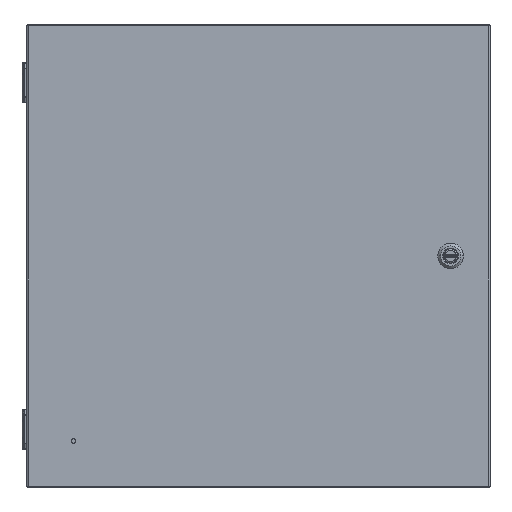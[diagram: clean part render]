
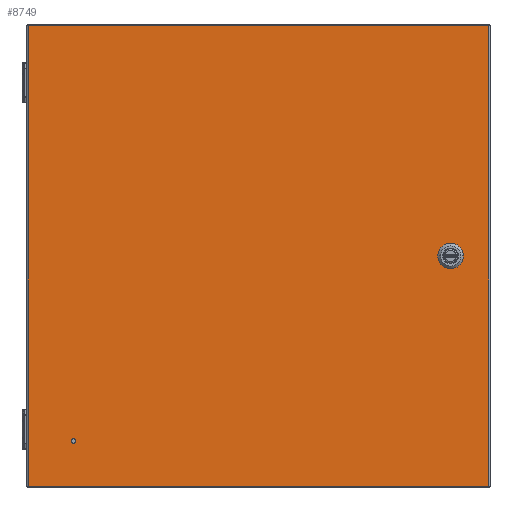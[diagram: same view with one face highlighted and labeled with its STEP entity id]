
A CAD part, top view. The second image highlights one B-rep face of the part: STEP entity #8749.
In plain terms, the highlighted planar face has unit normal (0, 0, 1).
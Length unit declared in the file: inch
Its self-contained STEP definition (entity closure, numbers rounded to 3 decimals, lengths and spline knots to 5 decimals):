
#203 = DIRECTION ( 'NONE',  ( -1., 0., 0. ) ) ;
#733 = DIRECTION ( 'NONE',  ( 0., 0., 1. ) ) ;
#1536 = DIRECTION ( 'NONE',  ( 0., 0., 1. ) ) ;
#1740 = ORIENTED_EDGE ( 'NONE', *, *, #3882, .T. ) ;
#1860 = VECTOR ( 'NONE', #3051, 39.37008 ) ;
#1889 = CIRCLE ( 'NONE', #4368, 0.443 ) ;
#2059 = CARTESIAN_POINT ( 'NONE',  ( 10.145, -10.1275, 10.119 ) ) ;
#2238 = CARTESIAN_POINT ( 'NONE',  ( -8.21875, -8.1395, 10.119 ) ) ;
#2242 = LINE ( 'NONE', #25871, #21123 ) ;
#2918 = DIRECTION ( 'NONE',  ( -1., 0., 0. ) ) ;
#3051 = DIRECTION ( 'NONE',  ( 0., -1., 0. ) ) ;
#3191 = LINE ( 'NONE', #24486, #1860 ) ;
#3230 = CARTESIAN_POINT ( 'NONE',  ( -10.1102, -10.1875, 10.119 ) ) ;
#3478 = AXIS2_PLACEMENT_3D ( 'NONE', #23241, #23703, #7115 ) ;
#3703 = CARTESIAN_POINT ( 'NONE',  ( -4.9827, 5.0001, 10.119 ) ) ;
#3882 = EDGE_CURVE ( 'NONE', #20646, #18048, #19831, .T. ) ;
#3925 = CARTESIAN_POINT ( 'NONE',  ( -10.1102, -10.1275, 10.119 ) ) ;
#3949 = LINE ( 'NONE', #27751, #23345 ) ;
#4368 = AXIS2_PLACEMENT_3D ( 'NONE', #17160, #26709, #2918 ) ;
#4422 = DIRECTION ( 'NONE',  ( 1., 0., 0. ) ) ;
#4429 = VERTEX_POINT ( 'NONE', #24820 ) ;
#4448 = EDGE_CURVE ( 'NONE', #20823, #30187, #27189, .T. ) ;
#5013 = VECTOR ( 'NONE', #4422, 39.37008 ) ;
#5310 = VERTEX_POINT ( 'NONE', #9499 ) ;
#5807 = CARTESIAN_POINT ( 'NONE',  ( 8.076, 0.19868, 10.119 ) ) ;
#5904 = CARTESIAN_POINT ( 'NONE',  ( -10.1702, 10.1277, 10.119 ) ) ;
#6206 = FACE_BOUND ( 'NONE', #12471, .T. ) ;
#6431 = AXIS2_PLACEMENT_3D ( 'NONE', #16431, #14370, #21747 ) ;
#7098 = EDGE_LOOP ( 'NONE', ( #28613 ) ) ;
#7115 = DIRECTION ( 'NONE',  ( -1., 0., 0. ) ) ;
#7123 = VERTEX_POINT ( 'NONE', #26307 ) ;
#7220 = VERTEX_POINT ( 'NONE', #2059 ) ;
#7342 = ORIENTED_EDGE ( 'NONE', *, *, #26784, .F. ) ;
#7431 = EDGE_CURVE ( 'NONE', #28213, #28213, #26457, .T. ) ;
#7476 = CARTESIAN_POINT ( 'NONE',  ( 8.472, 0.0001, 10.119 ) ) ;
#7682 = ORIENTED_EDGE ( 'NONE', *, *, #8032, .T. ) ;
#8032 = EDGE_CURVE ( 'NONE', #7220, #5310, #11983, .T. ) ;
#8080 = EDGE_CURVE ( 'NONE', #7123, #28260, #1889, .T. ) ;
#8560 = ORIENTED_EDGE ( 'NONE', *, *, #25210, .F. ) ;
#8749 = ADVANCED_FACE ( 'NONE', ( #6206, #30325, #30489 ), #11049, .T. ) ;
#8812 = ORIENTED_EDGE ( 'NONE', *, *, #8080, .F. ) ;
#9097 = ORIENTED_EDGE ( 'NONE', *, *, #21376, .F. ) ;
#9499 = CARTESIAN_POINT ( 'NONE',  ( 10.145, 10.1277, 10.119 ) ) ;
#10023 = ORIENTED_EDGE ( 'NONE', *, *, #4448, .F. ) ;
#11049 = PLANE ( 'NONE',  #21433 ) ;
#11776 = CARTESIAN_POINT ( 'NONE',  ( 10.205, -10.1275, 10.119 ) ) ;
#11880 = VERTEX_POINT ( 'NONE', #30048 ) ;
#11983 = LINE ( 'NONE', #21242, #26901 ) ;
#12164 = VERTEX_POINT ( 'NONE', #14090 ) ;
#12471 = EDGE_LOOP ( 'NONE', ( #10023, #8560, #8812, #29767, #16878, #7342, #27124, #9097 ) ) ;
#12480 = CIRCLE ( 'NONE', #3478, 0.443 ) ;
#13051 = ORIENTED_EDGE ( 'NONE', *, *, #23594, .T. ) ;
#13509 = DIRECTION ( 'NONE',  ( 0., 1., 0. ) ) ;
#14090 = CARTESIAN_POINT ( 'NONE',  ( 8.076, -0.19848, 10.119 ) ) ;
#14370 = DIRECTION ( 'NONE',  ( 0., 0., 1. ) ) ;
#14679 = DIRECTION ( 'NONE',  ( -1., 0., 0. ) ) ;
#14982 = DIRECTION ( 'NONE',  ( 0., -1., 0. ) ) ;
#14985 = CARTESIAN_POINT ( 'NONE',  ( -10.1102, 10.1277, 10.119 ) ) ;
#15186 = VECTOR ( 'NONE', #14982, 39.37008 ) ;
#15451 = CARTESIAN_POINT ( 'NONE',  ( 8.27342, 0.3961, 10.119 ) ) ;
#16387 = DIRECTION ( 'NONE',  ( 0., 1., 0. ) ) ;
#16431 = CARTESIAN_POINT ( 'NONE',  ( -8.1222, -8.1395, 10.119 ) ) ;
#16878 = ORIENTED_EDGE ( 'NONE', *, *, #29388, .F. ) ;
#17127 = LINE ( 'NONE', #23839, #29896 ) ;
#17160 = CARTESIAN_POINT ( 'NONE',  ( 8.472, 0.0001, 10.119 ) ) ;
#17557 = VECTOR ( 'NONE', #30169, 39.37008 ) ;
#18048 = VERTEX_POINT ( 'NONE', #3925 ) ;
#18211 = AXIS2_PLACEMENT_3D ( 'NONE', #20000, #733, #27043 ) ;
#19012 = DIRECTION ( 'NONE',  ( 1., 0., 0. ) ) ;
#19063 = CARTESIAN_POINT ( 'NONE',  ( 8.27342, -0.3959, 10.119 ) ) ;
#19831 = LINE ( 'NONE', #3230, #15186 ) ;
#20000 = CARTESIAN_POINT ( 'NONE',  ( 8.472, 0.0001, 10.119 ) ) ;
#20380 = EDGE_LOOP ( 'NONE', ( #21720, #7682, #13051, #1740 ) ) ;
#20600 = VERTEX_POINT ( 'NONE', #19063 ) ;
#20640 = AXIS2_PLACEMENT_3D ( 'NONE', #7476, #29237, #14679 ) ;
#20646 = VERTEX_POINT ( 'NONE', #14985 ) ;
#20823 = VERTEX_POINT ( 'NONE', #15451 ) ;
#21123 = VECTOR ( 'NONE', #203, 39.37008 ) ;
#21242 = CARTESIAN_POINT ( 'NONE',  ( 10.145, 10.1877, 10.119 ) ) ;
#21376 = EDGE_CURVE ( 'NONE', #30187, #12164, #3191, .T. ) ;
#21433 = AXIS2_PLACEMENT_3D ( 'NONE', #3703, #1536, #27658 ) ;
#21474 = EDGE_CURVE ( 'NONE', #11880, #7123, #3949, .T. ) ;
#21720 = ORIENTED_EDGE ( 'NONE', *, *, #22869, .T. ) ;
#21747 = DIRECTION ( 'NONE',  ( -1., 0., 0. ) ) ;
#22869 = EDGE_CURVE ( 'NONE', #18048, #7220, #27929, .T. ) ;
#23241 = CARTESIAN_POINT ( 'NONE',  ( 8.472, 0.0001, 10.119 ) ) ;
#23345 = VECTOR ( 'NONE', #13509, 39.37008 ) ;
#23594 = EDGE_CURVE ( 'NONE', #5310, #20646, #27814, .T. ) ;
#23703 = DIRECTION ( 'NONE',  ( 0., 0., 1. ) ) ;
#23839 = CARTESIAN_POINT ( 'NONE',  ( -4.9827, -0.3959, 10.119 ) ) ;
#24486 = CARTESIAN_POINT ( 'NONE',  ( 8.076, 5.0001, 10.119 ) ) ;
#24820 = CARTESIAN_POINT ( 'NONE',  ( 8.67058, -0.3959, 10.119 ) ) ;
#25091 = CARTESIAN_POINT ( 'NONE',  ( 8.67058, 0.3961, 10.119 ) ) ;
#25210 = EDGE_CURVE ( 'NONE', #28260, #20823, #2242, .T. ) ;
#25633 = EDGE_CURVE ( 'NONE', #12164, #20600, #27151, .T. ) ;
#25871 = CARTESIAN_POINT ( 'NONE',  ( -4.9827, 0.3961, 10.119 ) ) ;
#26307 = CARTESIAN_POINT ( 'NONE',  ( 8.868, 0.19868, 10.119 ) ) ;
#26457 = CIRCLE ( 'NONE', #6431, 0.09655 ) ;
#26709 = DIRECTION ( 'NONE',  ( 0., 0., 1. ) ) ;
#26784 = EDGE_CURVE ( 'NONE', #20600, #4429, #17127, .T. ) ;
#26901 = VECTOR ( 'NONE', #16387, 39.37008 ) ;
#27043 = DIRECTION ( 'NONE',  ( -1., 0., 0. ) ) ;
#27124 = ORIENTED_EDGE ( 'NONE', *, *, #25633, .F. ) ;
#27151 = CIRCLE ( 'NONE', #20640, 0.443 ) ;
#27189 = CIRCLE ( 'NONE', #18211, 0.443 ) ;
#27658 = DIRECTION ( 'NONE',  ( -1., 0., 0. ) ) ;
#27751 = CARTESIAN_POINT ( 'NONE',  ( 8.868, 5.0001, 10.119 ) ) ;
#27814 = LINE ( 'NONE', #5904, #17557 ) ;
#27929 = LINE ( 'NONE', #11776, #5013 ) ;
#28213 = VERTEX_POINT ( 'NONE', #2238 ) ;
#28260 = VERTEX_POINT ( 'NONE', #25091 ) ;
#28613 = ORIENTED_EDGE ( 'NONE', *, *, #7431, .F. ) ;
#29237 = DIRECTION ( 'NONE',  ( 0., 0., 1. ) ) ;
#29388 = EDGE_CURVE ( 'NONE', #4429, #11880, #12480, .T. ) ;
#29767 = ORIENTED_EDGE ( 'NONE', *, *, #21474, .F. ) ;
#29896 = VECTOR ( 'NONE', #19012, 39.37008 ) ;
#30048 = CARTESIAN_POINT ( 'NONE',  ( 8.868, -0.19848, 10.119 ) ) ;
#30169 = DIRECTION ( 'NONE',  ( -1., 0., 0. ) ) ;
#30187 = VERTEX_POINT ( 'NONE', #5807 ) ;
#30325 = FACE_BOUND ( 'NONE', #7098, .T. ) ;
#30489 = FACE_OUTER_BOUND ( 'NONE', #20380, .T. ) ;
